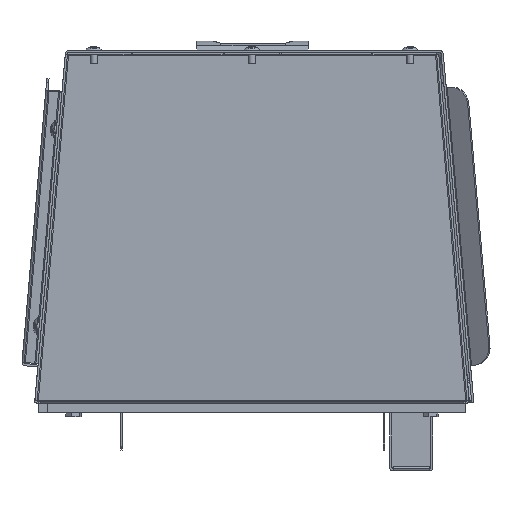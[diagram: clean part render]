
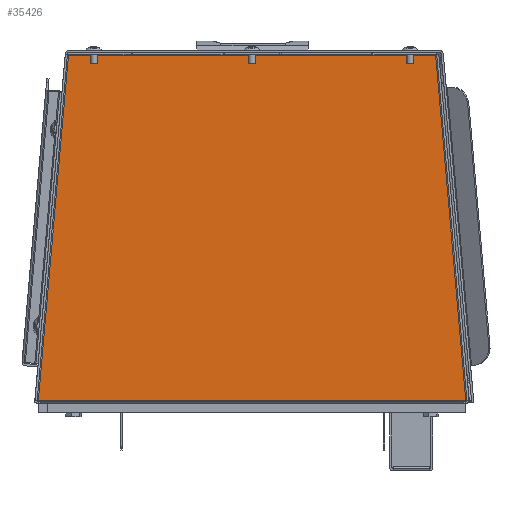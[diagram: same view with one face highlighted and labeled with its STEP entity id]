
A CAD part, front view. The second image highlights one B-rep face of the part: STEP entity #35426.
In plain terms, the highlighted planar face has unit normal (0, -1, 0).
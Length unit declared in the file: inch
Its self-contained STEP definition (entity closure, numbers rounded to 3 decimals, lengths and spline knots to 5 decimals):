
#171 = CARTESIAN_POINT ( 'NONE',  ( -5.75744, 0.58799, -4.53239 ) ) ;
#2930 = CARTESIAN_POINT ( 'NONE',  ( -5.75744, 0.58799, -4.53239 ) ) ;
#3968 = EDGE_LOOP ( 'NONE', ( #63962, #48158, #27927, #8882, #37377, #18377 ) ) ;
#4159 = CARTESIAN_POINT ( 'NONE',  ( 4.9168, 0.58799, 4.72161 ) ) ;
#4179 = CARTESIAN_POINT ( 'NONE',  ( 4.9168, 0.58799, 4.72161 ) ) ;
#4824 = LINE ( 'NONE', #4179, #56844 ) ;
#5905 = DIRECTION ( 'NONE',  ( 0., -1., 0. ) ) ;
#6626 = DIRECTION ( 'NONE',  ( 1., 0., 0. ) ) ;
#7783 = LINE ( 'NONE', #42259, #14760 ) ;
#7848 = LINE ( 'NONE', #2930, #38917 ) ;
#8882 = ORIENTED_EDGE ( 'NONE', *, *, #15686, .T. ) ;
#11820 = CARTESIAN_POINT ( 'NONE',  ( -5.69946, 0.58799, -4.57678 ) ) ;
#12065 = EDGE_CURVE ( 'NONE', #26565, #58600, #7848, .T. ) ;
#13620 = VECTOR ( 'NONE', #61354, 39.37008 ) ;
#13621 = EDGE_CURVE ( 'NONE', #57763, #37120, #4824, .T. ) ;
#14018 = DIRECTION ( 'NONE',  ( -0.087, 0., 0.996 ) ) ;
#14760 = VECTOR ( 'NONE', #17318, 39.37008 ) ;
#15686 = EDGE_CURVE ( 'NONE', #29309, #31490, #25972, .T. ) ;
#15758 = FACE_OUTER_BOUND ( 'NONE', #3968, .T. ) ;
#17318 = DIRECTION ( 'NONE',  ( -0.087, 0., -0.996 ) ) ;
#18377 = ORIENTED_EDGE ( 'NONE', *, *, #13621, .T. ) ;
#20379 = CARTESIAN_POINT ( 'NONE',  ( 5.72642, 0.58799, -4.53239 ) ) ;
#21413 = LINE ( 'NONE', #41410, #13620 ) ;
#22947 = DIRECTION ( 'NONE',  ( 1., 0., 0. ) ) ;
#25972 = LINE ( 'NONE', #27276, #28577 ) ;
#26565 = VERTEX_POINT ( 'NONE', #171 ) ;
#27276 = CARTESIAN_POINT ( 'NONE',  ( 5.66844, 0.58799, -4.53239 ) ) ;
#27927 = ORIENTED_EDGE ( 'NONE', *, *, #53191, .F. ) ;
#28577 = VECTOR ( 'NONE', #6626, 39.37008 ) ;
#29309 = VERTEX_POINT ( 'NONE', #37159 ) ;
#30574 = CARTESIAN_POINT ( 'NONE',  ( -5.69946, 0.58799, -4.53239 ) ) ;
#31490 = VERTEX_POINT ( 'NONE', #20379 ) ;
#35426 = ADVANCED_FACE ( 'NONE', ( #15758 ), #51136, .T. ) ;
#37120 = VERTEX_POINT ( 'NONE', #42696 ) ;
#37159 = CARTESIAN_POINT ( 'NONE',  ( 5.66844, 0.58799, -4.53239 ) ) ;
#37377 = ORIENTED_EDGE ( 'NONE', *, *, #40457, .T. ) ;
#37650 = VECTOR ( 'NONE', #14018, 39.37008 ) ;
#38917 = VECTOR ( 'NONE', #22947, 39.37008 ) ;
#40457 = EDGE_CURVE ( 'NONE', #31490, #57763, #57924, .T. ) ;
#41344 = DIRECTION ( 'NONE',  ( -0.087, 0., 0.996 ) ) ;
#41410 = CARTESIAN_POINT ( 'NONE',  ( 5.66844, 0.58799, -4.53239 ) ) ;
#41581 = AXIS2_PLACEMENT_3D ( 'NONE', #11820, #5905, #41344 ) ;
#42259 = CARTESIAN_POINT ( 'NONE',  ( -4.94782, 0.58799, 4.72161 ) ) ;
#42696 = CARTESIAN_POINT ( 'NONE',  ( -4.94782, 0.58799, 4.72161 ) ) ;
#44187 = CARTESIAN_POINT ( 'NONE',  ( 5.64348, 0.58799, -3.58441 ) ) ;
#45155 = DIRECTION ( 'NONE',  ( -1., 0., 0. ) ) ;
#48158 = ORIENTED_EDGE ( 'NONE', *, *, #12065, .T. ) ;
#51136 = PLANE ( 'NONE',  #41581 ) ;
#53191 = EDGE_CURVE ( 'NONE', #29309, #58600, #21413, .T. ) ;
#56844 = VECTOR ( 'NONE', #45155, 39.37008 ) ;
#57763 = VERTEX_POINT ( 'NONE', #4159 ) ;
#57924 = LINE ( 'NONE', #44187, #37650 ) ;
#58600 = VERTEX_POINT ( 'NONE', #30574 ) ;
#61354 = DIRECTION ( 'NONE',  ( -1., 0., 0. ) ) ;
#61727 = EDGE_CURVE ( 'NONE', #37120, #26565, #7783, .T. ) ;
#63962 = ORIENTED_EDGE ( 'NONE', *, *, #61727, .T. ) ;
